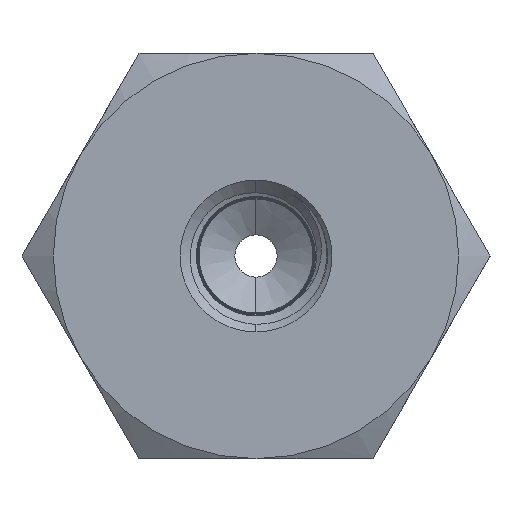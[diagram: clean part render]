
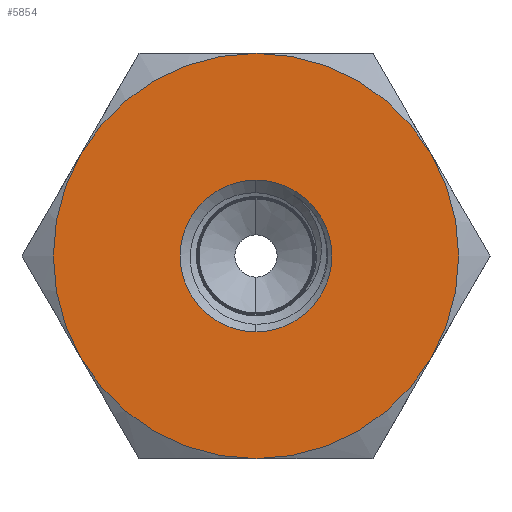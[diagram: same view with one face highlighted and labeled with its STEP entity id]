
A CAD part, left-side view. The second image highlights one B-rep face of the part: STEP entity #5854.
In plain terms, the highlighted planar face has unit normal (-1, 0, 0).
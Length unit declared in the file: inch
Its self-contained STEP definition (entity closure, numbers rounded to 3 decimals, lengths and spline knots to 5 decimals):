
#232 = DIRECTION ( 'NONE',  ( -1., 0., 0. ) ) ;
#457 = CARTESIAN_POINT ( 'NONE',  ( 0., 0., 0.281 ) ) ;
#469 = DIRECTION ( 'NONE',  ( 0., 0., 1. ) ) ;
#843 = CARTESIAN_POINT ( 'NONE',  ( 0., 0., 0. ) ) ;
#913 = CIRCLE ( 'NONE', #11919, 0.281 ) ;
#1101 = CARTESIAN_POINT ( 'NONE',  ( 0., 0., 0. ) ) ;
#1175 = VERTEX_POINT ( 'NONE', #457 ) ;
#1235 = EDGE_CURVE ( 'NONE', #9493, #5676, #8565, .T. ) ;
#1537 = CIRCLE ( 'NONE', #16765, 0.281 ) ;
#1598 = AXIS2_PLACEMENT_3D ( 'NONE', #4424, #232, #469 ) ;
#1967 = FACE_BOUND ( 'NONE', #14295, .T. ) ;
#2065 = CARTESIAN_POINT ( 'NONE',  ( 0., 0., 0. ) ) ;
#2827 = AXIS2_PLACEMENT_3D ( 'NONE', #15831, #10276, #13166 ) ;
#3053 = CARTESIAN_POINT ( 'NONE',  ( 0., 0., 0. ) ) ;
#3134 = CARTESIAN_POINT ( 'NONE',  ( 0., 0., 0. ) ) ;
#3175 = EDGE_CURVE ( 'NONE', #5676, #4225, #11729, .T. ) ;
#3264 = DIRECTION ( 'NONE',  ( 0., 0., 1. ) ) ;
#3415 = AXIS2_PLACEMENT_3D ( 'NONE', #2065, #8623, #12889 ) ;
#3432 = CIRCLE ( 'NONE', #3415, 0.75 ) ;
#3674 = FACE_OUTER_BOUND ( 'NONE', #5279, .T. ) ;
#3965 = ORIENTED_EDGE ( 'NONE', *, *, #3175, .T. ) ;
#4173 = AXIS2_PLACEMENT_3D ( 'NONE', #11519, #7703, #9045 ) ;
#4225 = VERTEX_POINT ( 'NONE', #4251 ) ;
#4251 = CARTESIAN_POINT ( 'NONE',  ( 0., 0.64952, 0.375 ) ) ;
#4275 = EDGE_CURVE ( 'NONE', #11609, #6680, #15088, .T. ) ;
#4424 = CARTESIAN_POINT ( 'NONE',  ( 0., 0., 0. ) ) ;
#4868 = AXIS2_PLACEMENT_3D ( 'NONE', #3053, #5960, #6023 ) ;
#5186 = DIRECTION ( 'NONE',  ( 0., 0., 1. ) ) ;
#5279 = EDGE_LOOP ( 'NONE', ( #3965, #6141, #15589, #10544, #10009, #12081 ) ) ;
#5676 = VERTEX_POINT ( 'NONE', #8661 ) ;
#5854 = ADVANCED_FACE ( 'NONE', ( #3674, #1967 ), #17168, .F. ) ;
#5880 = DIRECTION ( 'NONE',  ( -1., 0., 0. ) ) ;
#5960 = DIRECTION ( 'NONE',  ( -1., 0., 0. ) ) ;
#6023 = DIRECTION ( 'NONE',  ( 0., 0., 1. ) ) ;
#6141 = ORIENTED_EDGE ( 'NONE', *, *, #9281, .T. ) ;
#6370 = CARTESIAN_POINT ( 'NONE',  ( 0., 0., -0.281 ) ) ;
#6680 = VERTEX_POINT ( 'NONE', #8897 ) ;
#6752 = VERTEX_POINT ( 'NONE', #6370 ) ;
#6839 = CIRCLE ( 'NONE', #7745, 0.75 ) ;
#7178 = EDGE_CURVE ( 'NONE', #6752, #1175, #1537, .T. ) ;
#7703 = DIRECTION ( 'NONE',  ( -1., 0., 0. ) ) ;
#7723 = VERTEX_POINT ( 'NONE', #9038 ) ;
#7745 = AXIS2_PLACEMENT_3D ( 'NONE', #1101, #11930, #5186 ) ;
#7874 = EDGE_CURVE ( 'NONE', #7723, #9493, #6839, .T. ) ;
#8162 = AXIS2_PLACEMENT_3D ( 'NONE', #3134, #15204, #11001 ) ;
#8333 = CARTESIAN_POINT ( 'NONE',  ( 0., 0.64952, -0.375 ) ) ;
#8405 = EDGE_CURVE ( 'NONE', #1175, #6752, #913, .T. ) ;
#8473 = CARTESIAN_POINT ( 'NONE',  ( 0., 0., 0. ) ) ;
#8565 = CIRCLE ( 'NONE', #4173, 0.75 ) ;
#8570 = CIRCLE ( 'NONE', #1598, 0.75 ) ;
#8623 = DIRECTION ( 'NONE',  ( -1., 0., 0. ) ) ;
#8661 = CARTESIAN_POINT ( 'NONE',  ( 0., 0., 0.75 ) ) ;
#8897 = CARTESIAN_POINT ( 'NONE',  ( 0., 0., -0.75 ) ) ;
#9038 = CARTESIAN_POINT ( 'NONE',  ( 0., -0.64952, -0.375 ) ) ;
#9045 = DIRECTION ( 'NONE',  ( 0., 0., 1. ) ) ;
#9281 = EDGE_CURVE ( 'NONE', #4225, #11609, #3432, .T. ) ;
#9493 = VERTEX_POINT ( 'NONE', #17128 ) ;
#10009 = ORIENTED_EDGE ( 'NONE', *, *, #7874, .T. ) ;
#10276 = DIRECTION ( 'NONE',  ( 1., 0., 0. ) ) ;
#10544 = ORIENTED_EDGE ( 'NONE', *, *, #13367, .T. ) ;
#10673 = ORIENTED_EDGE ( 'NONE', *, *, #8405, .F. ) ;
#11001 = DIRECTION ( 'NONE',  ( 0., 0., 1. ) ) ;
#11519 = CARTESIAN_POINT ( 'NONE',  ( 0., 0., 0. ) ) ;
#11609 = VERTEX_POINT ( 'NONE', #8333 ) ;
#11729 = CIRCLE ( 'NONE', #4868, 0.75 ) ;
#11919 = AXIS2_PLACEMENT_3D ( 'NONE', #8473, #5880, #3264 ) ;
#11930 = DIRECTION ( 'NONE',  ( -1., 0., 0. ) ) ;
#12081 = ORIENTED_EDGE ( 'NONE', *, *, #1235, .T. ) ;
#12889 = DIRECTION ( 'NONE',  ( 0., 0., 1. ) ) ;
#13166 = DIRECTION ( 'NONE',  ( 0., 0., -1. ) ) ;
#13367 = EDGE_CURVE ( 'NONE', #6680, #7723, #8570, .T. ) ;
#14295 = EDGE_LOOP ( 'NONE', ( #10673, #16453 ) ) ;
#14323 = DIRECTION ( 'NONE',  ( -1., 0., 0. ) ) ;
#15088 = CIRCLE ( 'NONE', #8162, 0.75 ) ;
#15204 = DIRECTION ( 'NONE',  ( -1., 0., 0. ) ) ;
#15249 = DIRECTION ( 'NONE',  ( 0., 0., 1. ) ) ;
#15589 = ORIENTED_EDGE ( 'NONE', *, *, #4275, .T. ) ;
#15831 = CARTESIAN_POINT ( 'NONE',  ( 0., 0., 0. ) ) ;
#16453 = ORIENTED_EDGE ( 'NONE', *, *, #7178, .F. ) ;
#16765 = AXIS2_PLACEMENT_3D ( 'NONE', #843, #14323, #15249 ) ;
#17128 = CARTESIAN_POINT ( 'NONE',  ( 0., -0.64952, 0.375 ) ) ;
#17168 = PLANE ( 'NONE',  #2827 ) ;
